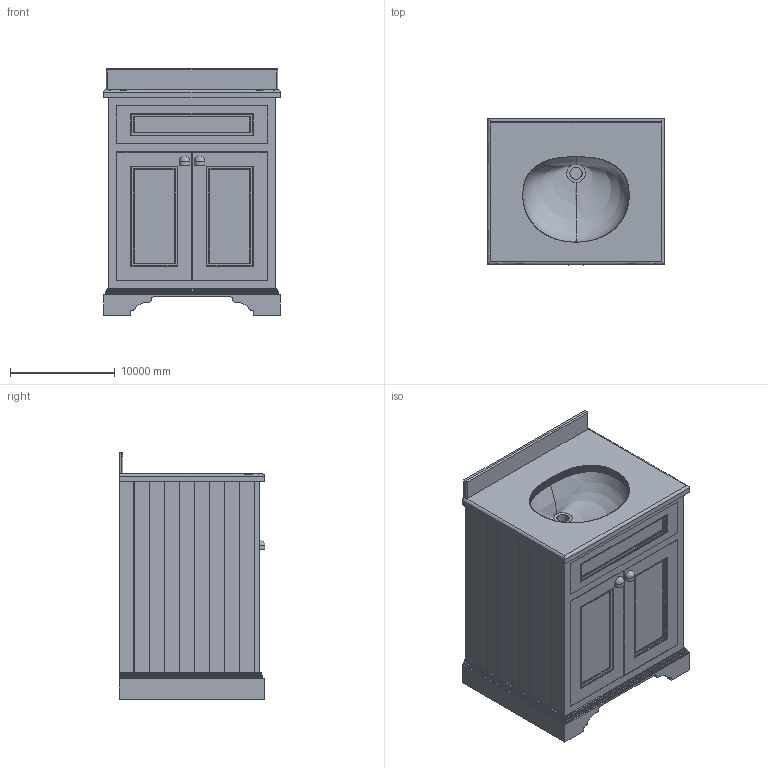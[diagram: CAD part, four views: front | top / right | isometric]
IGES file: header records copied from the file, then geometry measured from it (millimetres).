
Global section: file name: 90521; native system: AutoCAD 2016 - English; preprocessor: Autodesk Translation Framework DWG producer (atf_dwg_producer); organization: unknown; date: 20161027.162113; units: inch
Bounding box: 16916.4 x 13969.08 x 23622 mm (x, y, z)
Volume: 763872363998.5 mm3; surface area: 4130198840.2 mm2
Topology: 27 solids, 27 shells, 2153 faces, 6216 edges, 4126 vertices
Faces by surface type: bspline 2153
